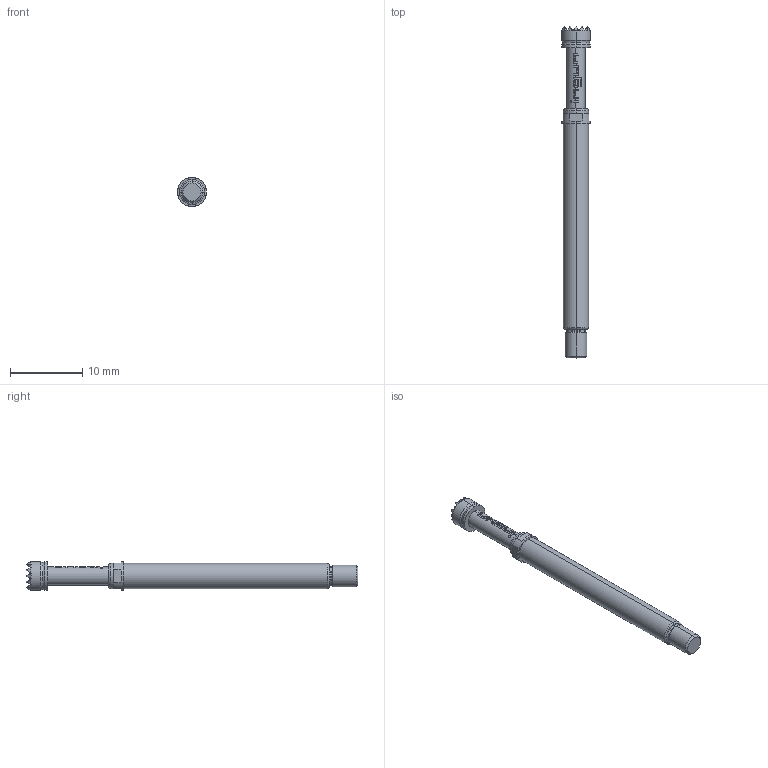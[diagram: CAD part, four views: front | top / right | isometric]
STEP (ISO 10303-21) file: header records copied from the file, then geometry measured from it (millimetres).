
FILE_DESCRIPTION (( 'STEP AP203' ), '1' );
FILE_NAME ('INGUN_HSS-150_306_400_A_xx02_MH.STEP', '2021-01-18T11:13:02', ( '' ), ( '' ), 'SwSTEP 2.0', 'SolidWorks 2018', '' );
FILE_SCHEMA (( 'CONFIG_CONTROL_DESIGN' ));
Length unit declared in the file: millimetre
Products named in the file (1): INGUN_HSS-150_306_400_A_xx02_MH
Bounding box: 4 x 46.1 x 4 mm (x, y, z)
Volume: 396.8 mm3; surface area: 525.6 mm2
Topology: 1 solids, 1 shells, 229 faces, 543 edges, 323 vertices
Faces by surface type: plane 109, bspline 60, cylinder 26, cone 24, torus 10
Entity records: 7889 total; most frequent: CARTESIAN_POINT 3373, ORIENTED_EDGE 1086, DIRECTION 673, EDGE_CURVE 543, VERTEX_POINT 323, AXIS2_PLACEMENT_3D 250, EDGE_LOOP 236, FACE_OUTER_BOUND 229
